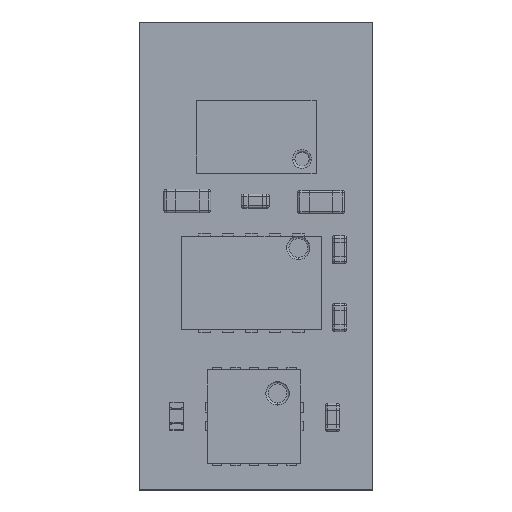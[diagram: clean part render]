
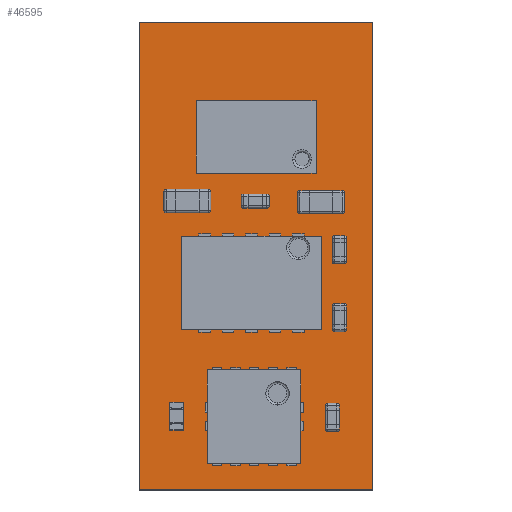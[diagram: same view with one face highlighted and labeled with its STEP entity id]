
A CAD part, top view. The second image highlights one B-rep face of the part: STEP entity #46595.
In plain terms, the highlighted planar face has unit normal (0, 0, 1).
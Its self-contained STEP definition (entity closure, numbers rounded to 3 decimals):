
#46281 = VERTEX_POINT('',#46282);
#46282 = CARTESIAN_POINT('',(-2.5,5.,0.8));
#46289 = PLANE('',#46290);
#46290 = AXIS2_PLACEMENT_3D('',#46291,#46292,#46293);
#46291 = CARTESIAN_POINT('',(-2.5,5.,0.));
#46292 = DIRECTION('',(0.,1.,0.));
#46293 = DIRECTION('',(1.,0.,0.));
#46301 = PLANE('',#46302);
#46302 = AXIS2_PLACEMENT_3D('',#46303,#46304,#46305);
#46303 = CARTESIAN_POINT('',(-2.5,-5.,0.));
#46304 = DIRECTION('',(-1.,0.,0.));
#46305 = DIRECTION('',(0.,1.,0.));
#46313 = EDGE_CURVE('',#46281,#46314,#46316,.T.);
#46314 = VERTEX_POINT('',#46315);
#46315 = CARTESIAN_POINT('',(2.5,5.,0.8));
#46316 = SURFACE_CURVE('',#46317,(#46321,#46328),.PCURVE_S1.);
#46317 = LINE('',#46318,#46319);
#46318 = CARTESIAN_POINT('',(-2.5,5.,0.8));
#46319 = VECTOR('',#46320,1.);
#46320 = DIRECTION('',(1.,0.,0.));
#46321 = PCURVE('',#46289,#46322);
#46322 = DEFINITIONAL_REPRESENTATION('',(#46323),#46327);
#46323 = LINE('',#46324,#46325);
#46324 = CARTESIAN_POINT('',(0.,-0.8));
#46325 = VECTOR('',#46326,1.);
#46326 = DIRECTION('',(1.,0.));
#46327 = ( GEOMETRIC_REPRESENTATION_CONTEXT(2) 
PARAMETRIC_REPRESENTATION_CONTEXT() REPRESENTATION_CONTEXT('2D SPACE',''
  ) );
#46328 = PCURVE('',#46329,#46334);
#46329 = PLANE('',#46330);
#46330 = AXIS2_PLACEMENT_3D('',#46331,#46332,#46333);
#46331 = CARTESIAN_POINT('',(0.,0.,0.8));
#46332 = DIRECTION('',(0.,0.,-1.));
#46333 = DIRECTION('',(-1.,0.,0.));
#46334 = DEFINITIONAL_REPRESENTATION('',(#46335),#46339);
#46335 = LINE('',#46336,#46337);
#46336 = CARTESIAN_POINT('',(2.5,5.));
#46337 = VECTOR('',#46338,1.);
#46338 = DIRECTION('',(-1.,0.));
#46339 = ( GEOMETRIC_REPRESENTATION_CONTEXT(2) 
PARAMETRIC_REPRESENTATION_CONTEXT() REPRESENTATION_CONTEXT('2D SPACE',''
  ) );
#46357 = PLANE('',#46358);
#46358 = AXIS2_PLACEMENT_3D('',#46359,#46360,#46361);
#46359 = CARTESIAN_POINT('',(2.5,5.,0.));
#46360 = DIRECTION('',(1.,0.,0.));
#46361 = DIRECTION('',(0.,-1.,0.));
#46399 = EDGE_CURVE('',#46314,#46400,#46402,.T.);
#46400 = VERTEX_POINT('',#46401);
#46401 = CARTESIAN_POINT('',(2.5,-5.,0.8));
#46402 = SURFACE_CURVE('',#46403,(#46407,#46414),.PCURVE_S1.);
#46403 = LINE('',#46404,#46405);
#46404 = CARTESIAN_POINT('',(2.5,5.,0.8));
#46405 = VECTOR('',#46406,1.);
#46406 = DIRECTION('',(0.,-1.,0.));
#46407 = PCURVE('',#46357,#46408);
#46408 = DEFINITIONAL_REPRESENTATION('',(#46409),#46413);
#46409 = LINE('',#46410,#46411);
#46410 = CARTESIAN_POINT('',(0.,-0.8));
#46411 = VECTOR('',#46412,1.);
#46412 = DIRECTION('',(1.,0.));
#46413 = ( GEOMETRIC_REPRESENTATION_CONTEXT(2) 
PARAMETRIC_REPRESENTATION_CONTEXT() REPRESENTATION_CONTEXT('2D SPACE',''
  ) );
#46414 = PCURVE('',#46329,#46415);
#46415 = DEFINITIONAL_REPRESENTATION('',(#46416),#46420);
#46416 = LINE('',#46417,#46418);
#46417 = CARTESIAN_POINT('',(-2.5,5.));
#46418 = VECTOR('',#46419,1.);
#46419 = DIRECTION('',(0.,-1.));
#46420 = ( GEOMETRIC_REPRESENTATION_CONTEXT(2) 
PARAMETRIC_REPRESENTATION_CONTEXT() REPRESENTATION_CONTEXT('2D SPACE',''
  ) );
#46438 = PLANE('',#46439);
#46439 = AXIS2_PLACEMENT_3D('',#46440,#46441,#46442);
#46440 = CARTESIAN_POINT('',(2.5,-5.,0.));
#46441 = DIRECTION('',(0.,-1.,0.));
#46442 = DIRECTION('',(-1.,0.,0.));
#46475 = EDGE_CURVE('',#46400,#46476,#46478,.T.);
#46476 = VERTEX_POINT('',#46477);
#46477 = CARTESIAN_POINT('',(-2.5,-5.,0.8));
#46478 = SURFACE_CURVE('',#46479,(#46483,#46490),.PCURVE_S1.);
#46479 = LINE('',#46480,#46481);
#46480 = CARTESIAN_POINT('',(2.5,-5.,0.8));
#46481 = VECTOR('',#46482,1.);
#46482 = DIRECTION('',(-1.,0.,0.));
#46483 = PCURVE('',#46438,#46484);
#46484 = DEFINITIONAL_REPRESENTATION('',(#46485),#46489);
#46485 = LINE('',#46486,#46487);
#46486 = CARTESIAN_POINT('',(0.,-0.8));
#46487 = VECTOR('',#46488,1.);
#46488 = DIRECTION('',(1.,0.));
#46489 = ( GEOMETRIC_REPRESENTATION_CONTEXT(2) 
PARAMETRIC_REPRESENTATION_CONTEXT() REPRESENTATION_CONTEXT('2D SPACE',''
  ) );
#46490 = PCURVE('',#46329,#46491);
#46491 = DEFINITIONAL_REPRESENTATION('',(#46492),#46496);
#46492 = LINE('',#46493,#46494);
#46493 = CARTESIAN_POINT('',(-2.5,-5.));
#46494 = VECTOR('',#46495,1.);
#46495 = DIRECTION('',(1.,0.));
#46496 = ( GEOMETRIC_REPRESENTATION_CONTEXT(2) 
PARAMETRIC_REPRESENTATION_CONTEXT() REPRESENTATION_CONTEXT('2D SPACE',''
  ) );
#46546 = EDGE_CURVE('',#46476,#46281,#46547,.T.);
#46547 = SURFACE_CURVE('',#46548,(#46552,#46559),.PCURVE_S1.);
#46548 = LINE('',#46549,#46550);
#46549 = CARTESIAN_POINT('',(-2.5,-5.,0.8));
#46550 = VECTOR('',#46551,1.);
#46551 = DIRECTION('',(0.,1.,0.));
#46552 = PCURVE('',#46301,#46553);
#46553 = DEFINITIONAL_REPRESENTATION('',(#46554),#46558);
#46554 = LINE('',#46555,#46556);
#46555 = CARTESIAN_POINT('',(0.,-0.8));
#46556 = VECTOR('',#46557,1.);
#46557 = DIRECTION('',(1.,0.));
#46558 = ( GEOMETRIC_REPRESENTATION_CONTEXT(2) 
PARAMETRIC_REPRESENTATION_CONTEXT() REPRESENTATION_CONTEXT('2D SPACE',''
  ) );
#46559 = PCURVE('',#46329,#46560);
#46560 = DEFINITIONAL_REPRESENTATION('',(#46561),#46565);
#46561 = LINE('',#46562,#46563);
#46562 = CARTESIAN_POINT('',(2.5,-5.));
#46563 = VECTOR('',#46564,1.);
#46564 = DIRECTION('',(0.,1.));
#46565 = ( GEOMETRIC_REPRESENTATION_CONTEXT(2) 
PARAMETRIC_REPRESENTATION_CONTEXT() REPRESENTATION_CONTEXT('2D SPACE',''
  ) );
#46595 = ADVANCED_FACE('',(#46596),#46329,.F.);
#46596 = FACE_BOUND('',#46597,.F.);
#46597 = EDGE_LOOP('',(#46598,#46599,#46600,#46601));
#46598 = ORIENTED_EDGE('',*,*,#46313,.T.);
#46599 = ORIENTED_EDGE('',*,*,#46399,.T.);
#46600 = ORIENTED_EDGE('',*,*,#46475,.T.);
#46601 = ORIENTED_EDGE('',*,*,#46546,.T.);
